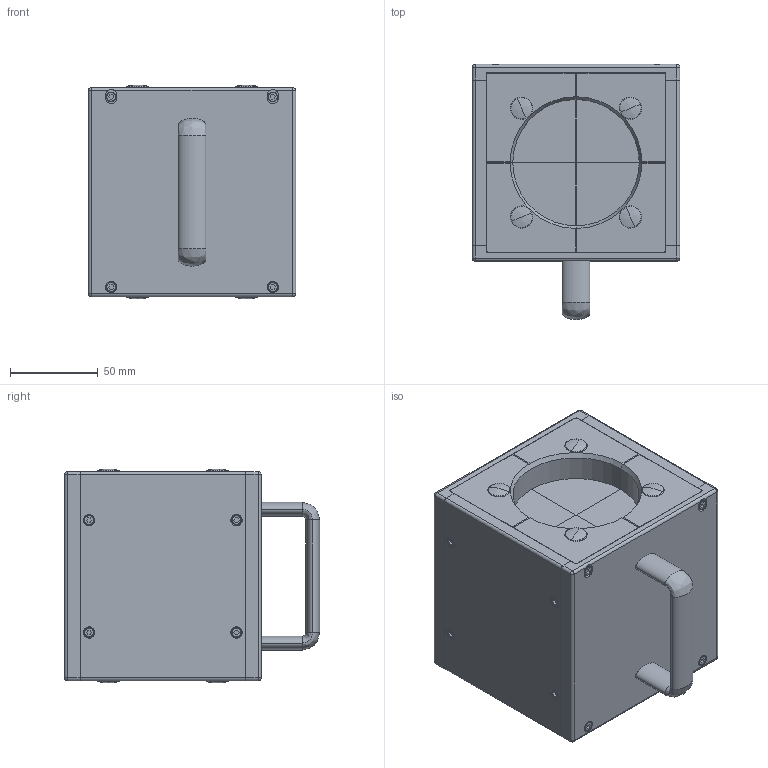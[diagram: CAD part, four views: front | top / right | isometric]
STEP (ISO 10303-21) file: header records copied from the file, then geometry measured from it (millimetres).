
FILE_DESCRIPTION (( 'STEP AP214' ), '1' );
FILE_NAME ('88202240-MLFC-128.STEP', '2015-03-16T20:54:26', ( 'Andrew' ), ( 'Microsoft' ), 'SwSTEP 2.0', 'SolidWorks 2014', '' );
FILE_SCHEMA (( 'AUTOMOTIVE_DESIGN' ));
Length unit declared in the file: millimetre
Products named in the file (1): 88202240-MLFC-128
Bounding box: 118.2 x 145.32 x 121.88 mm (x, y, z)
Volume: 685139.3 mm3; surface area: 274628.1 mm2
Topology: 40 solids, 40 shells, 5161 faces, 13719 edges, 9046 vertices
Faces by surface type: plane 3456, cylinder 1353, cone 288, bspline 24, sphere 24, torus 16
Entity records: 221565 total; most frequent: CARTESIAN_POINT 33035, ORIENTED_EDGE 27402, DIRECTION 26557, EDGE_CURVE 13701, LINE 10073, VECTOR 10073, VERTEX_POINT 9046, AXIS2_PLACEMENT_3D 8242
